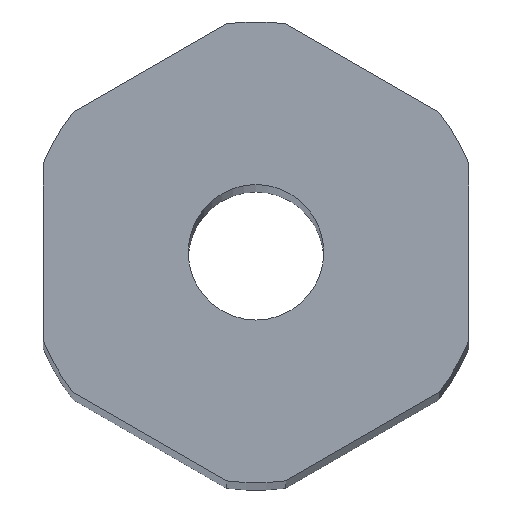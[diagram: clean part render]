
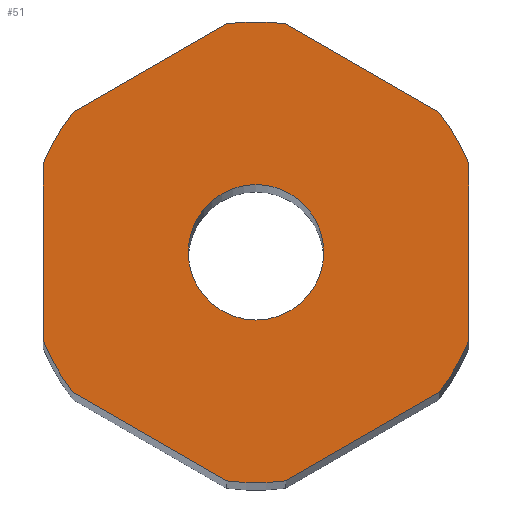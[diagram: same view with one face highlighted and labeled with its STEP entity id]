
A CAD part, top view. The second image highlights one B-rep face of the part: STEP entity #51.
In plain terms, the highlighted planar face has unit normal (0, 0, 1).
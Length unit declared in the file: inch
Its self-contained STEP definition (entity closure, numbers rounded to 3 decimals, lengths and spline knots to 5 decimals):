
#1 = CIRCLE ( 'NONE', #436, 0.0795 ) ;
#3 = EDGE_CURVE ( 'NONE', #340, #518, #483, .T. ) ;
#6 = ORIENTED_EDGE ( 'NONE', *, *, #123, .T. ) ;
#9 = CARTESIAN_POINT ( 'NONE',  ( 0., 0., 2.5 ) ) ;
#10 = CARTESIAN_POINT ( 'NONE',  ( 0.21471, -0.16449, 2.5 ) ) ;
#18 = LINE ( 'NONE', #197, #556 ) ;
#22 = EDGE_CURVE ( 'NONE', #46, #361, #183, .T. ) ;
#27 = ORIENTED_EDGE ( 'NONE', *, *, #83, .T. ) ;
#31 = AXIS2_PLACEMENT_3D ( 'NONE', #376, #380, #373 ) ;
#33 = DIRECTION ( 'NONE',  ( 1., 0., 0. ) ) ;
#37 = AXIS2_PLACEMENT_3D ( 'NONE', #479, #576, #45 ) ;
#40 = EDGE_CURVE ( 'NONE', #434, #109, #18, .T. ) ;
#42 = CARTESIAN_POINT ( 'NONE',  ( 0.03509, -0.26819, 2.5 ) ) ;
#45 = DIRECTION ( 'NONE',  ( 1., 0., 0. ) ) ;
#46 = VERTEX_POINT ( 'NONE', #328 ) ;
#51 = ADVANCED_FACE ( 'NONE', ( #103, #244 ), #507, .T. ) ;
#57 = LINE ( 'NONE', #141, #59 ) ;
#59 = VECTOR ( 'NONE', #321, 39.37008 ) ;
#67 = VECTOR ( 'NONE', #523, 39.37008 ) ;
#72 = CARTESIAN_POINT ( 'NONE',  ( 0., 0., 2.5 ) ) ;
#76 = CARTESIAN_POINT ( 'NONE',  ( -0.0795, 0., 2.5 ) ) ;
#83 = EDGE_CURVE ( 'NONE', #126, #226, #536, .T. ) ;
#86 = EDGE_LOOP ( 'NONE', ( #161, #6, #391, #93, #92, #27, #230, #256, #405, #246, #363, #537 ) ) ;
#92 = ORIENTED_EDGE ( 'NONE', *, *, #472, .T. ) ;
#93 = ORIENTED_EDGE ( 'NONE', *, *, #498, .T. ) ;
#97 = VERTEX_POINT ( 'NONE', #286 ) ;
#103 = FACE_BOUND ( 'NONE', #401, .T. ) ;
#108 = EDGE_CURVE ( 'NONE', #361, #46, #1, .T. ) ;
#109 = VERTEX_POINT ( 'NONE', #10 ) ;
#111 = CARTESIAN_POINT ( 'NONE',  ( 0.21471, 0.16449, 2.5 ) ) ;
#117 = CARTESIAN_POINT ( 'NONE',  ( -0.21471, -0.16449, 2.5 ) ) ;
#123 = EDGE_CURVE ( 'NONE', #97, #579, #508, .T. ) ;
#126 = VERTEX_POINT ( 'NONE', #477 ) ;
#130 = ORIENTED_EDGE ( 'NONE', *, *, #108, .F. ) ;
#131 = CARTESIAN_POINT ( 'NONE',  ( -0.03509, 0.26819, 2.5 ) ) ;
#132 = VECTOR ( 'NONE', #169, 39.37008 ) ;
#141 = CARTESIAN_POINT ( 'NONE',  ( -0.2498, 0., 2.5 ) ) ;
#145 = DIRECTION ( 'NONE',  ( 1., 0., 0. ) ) ;
#155 = DIRECTION ( 'NONE',  ( 1., 0., 0. ) ) ;
#161 = ORIENTED_EDGE ( 'NONE', *, *, #353, .T. ) ;
#165 = LINE ( 'NONE', #493, #289 ) ;
#169 = DIRECTION ( 'NONE',  ( 0.866, -0.5, 0. ) ) ;
#179 = DIRECTION ( 'NONE',  ( -0.866, -0.5, 0. ) ) ;
#183 = CIRCLE ( 'NONE', #464, 0.0795 ) ;
#191 = CARTESIAN_POINT ( 'NONE',  ( 0., 0., 2.5 ) ) ;
#197 = CARTESIAN_POINT ( 'NONE',  ( 0.1249, -0.21634, 2.5 ) ) ;
#200 = DIRECTION ( 'NONE',  ( 0., 0., 1. ) ) ;
#204 = CARTESIAN_POINT ( 'NONE',  ( 0.2498, -0.1037, 2.5 ) ) ;
#217 = LINE ( 'NONE', #484, #132 ) ;
#222 = ORIENTED_EDGE ( 'NONE', *, *, #22, .F. ) ;
#226 = VERTEX_POINT ( 'NONE', #346 ) ;
#230 = ORIENTED_EDGE ( 'NONE', *, *, #511, .T. ) ;
#244 = FACE_OUTER_BOUND ( 'NONE', #86, .T. ) ;
#246 = ORIENTED_EDGE ( 'NONE', *, *, #415, .T. ) ;
#247 = DIRECTION ( 'NONE',  ( 0.866, 0.5, 0. ) ) ;
#256 = ORIENTED_EDGE ( 'NONE', *, *, #3, .T. ) ;
#257 = LINE ( 'NONE', #449, #67 ) ;
#266 = CARTESIAN_POINT ( 'NONE',  ( -0.2498, -0.1037, 2.5 ) ) ;
#270 = DIRECTION ( 'NONE',  ( 1., 0., 0. ) ) ;
#284 = DIRECTION ( 'NONE',  ( 0., 0., 1. ) ) ;
#286 = CARTESIAN_POINT ( 'NONE',  ( 0.2498, 0.1037, 2.5 ) ) ;
#289 = VECTOR ( 'NONE', #569, 39.37008 ) ;
#291 = AXIS2_PLACEMENT_3D ( 'NONE', #9, #459, #366 ) ;
#294 = DIRECTION ( 'NONE',  ( 0., 0., 1. ) ) ;
#300 = CARTESIAN_POINT ( 'NONE',  ( 0.03509, 0.26819, 2.5 ) ) ;
#308 = CARTESIAN_POINT ( 'NONE',  ( -0.03509, -0.26819, 2.5 ) ) ;
#313 = LINE ( 'NONE', #585, #510 ) ;
#321 = DIRECTION ( 'NONE',  ( 0., -1., 0. ) ) ;
#325 = EDGE_CURVE ( 'NONE', #579, #350, #165, .T. ) ;
#328 = CARTESIAN_POINT ( 'NONE',  ( 0.0795, 0., 2.5 ) ) ;
#330 = CARTESIAN_POINT ( 'NONE',  ( 0., 0., 2.5 ) ) ;
#340 = VERTEX_POINT ( 'NONE', #266 ) ;
#346 = CARTESIAN_POINT ( 'NONE',  ( -0.2498, 0.1037, 2.5 ) ) ;
#350 = VERTEX_POINT ( 'NONE', #300 ) ;
#353 = EDGE_CURVE ( 'NONE', #522, #97, #257, .T. ) ;
#354 = EDGE_CURVE ( 'NONE', #109, #522, #423, .T. ) ;
#358 = VERTEX_POINT ( 'NONE', #131 ) ;
#360 = AXIS2_PLACEMENT_3D ( 'NONE', #427, #560, #155 ) ;
#361 = VERTEX_POINT ( 'NONE', #76 ) ;
#363 = ORIENTED_EDGE ( 'NONE', *, *, #40, .T. ) ;
#366 = DIRECTION ( 'NONE',  ( 1., 0., 0. ) ) ;
#373 = DIRECTION ( 'NONE',  ( 1., 0., 0. ) ) ;
#376 = CARTESIAN_POINT ( 'NONE',  ( 0., 0., 2.5 ) ) ;
#380 = DIRECTION ( 'NONE',  ( 0., 0., 1. ) ) ;
#382 = CIRCLE ( 'NONE', #291, 0.27047 ) ;
#389 = AXIS2_PLACEMENT_3D ( 'NONE', #504, #294, #145 ) ;
#391 = ORIENTED_EDGE ( 'NONE', *, *, #325, .T. ) ;
#397 = VERTEX_POINT ( 'NONE', #308 ) ;
#401 = EDGE_LOOP ( 'NONE', ( #130, #222 ) ) ;
#405 = ORIENTED_EDGE ( 'NONE', *, *, #425, .T. ) ;
#410 = AXIS2_PLACEMENT_3D ( 'NONE', #191, #420, #33 ) ;
#415 = EDGE_CURVE ( 'NONE', #397, #434, #442, .T. ) ;
#418 = DIRECTION ( 'NONE',  ( 1., 0., 0. ) ) ;
#420 = DIRECTION ( 'NONE',  ( 0., 0., 1. ) ) ;
#423 = CIRCLE ( 'NONE', #572, 0.27047 ) ;
#425 = EDGE_CURVE ( 'NONE', #518, #397, #217, .T. ) ;
#427 = CARTESIAN_POINT ( 'NONE',  ( 0., 0., 2.5 ) ) ;
#434 = VERTEX_POINT ( 'NONE', #42 ) ;
#435 = CARTESIAN_POINT ( 'NONE',  ( 0., 0., 2.5 ) ) ;
#436 = AXIS2_PLACEMENT_3D ( 'NONE', #72, #284, #418 ) ;
#440 = DIRECTION ( 'NONE',  ( 0., 0., 1. ) ) ;
#442 = CIRCLE ( 'NONE', #37, 0.27047 ) ;
#449 = CARTESIAN_POINT ( 'NONE',  ( 0.2498, 0., 2.5 ) ) ;
#459 = DIRECTION ( 'NONE',  ( 0., 0., 1. ) ) ;
#461 = DIRECTION ( 'NONE',  ( 1., 0., 0. ) ) ;
#464 = AXIS2_PLACEMENT_3D ( 'NONE', #330, #200, #461 ) ;
#472 = EDGE_CURVE ( 'NONE', #358, #126, #313, .T. ) ;
#477 = CARTESIAN_POINT ( 'NONE',  ( -0.21471, 0.16449, 2.5 ) ) ;
#479 = CARTESIAN_POINT ( 'NONE',  ( 0., 0., 2.5 ) ) ;
#483 = CIRCLE ( 'NONE', #389, 0.27047 ) ;
#484 = CARTESIAN_POINT ( 'NONE',  ( -0.1249, -0.21634, 2.5 ) ) ;
#493 = CARTESIAN_POINT ( 'NONE',  ( 0.1249, 0.21634, 2.5 ) ) ;
#498 = EDGE_CURVE ( 'NONE', #350, #358, #382, .T. ) ;
#504 = CARTESIAN_POINT ( 'NONE',  ( 0., 0., 2.5 ) ) ;
#507 = PLANE ( 'NONE',  #31 ) ;
#508 = CIRCLE ( 'NONE', #410, 0.27047 ) ;
#510 = VECTOR ( 'NONE', #179, 39.37008 ) ;
#511 = EDGE_CURVE ( 'NONE', #226, #340, #57, .T. ) ;
#518 = VERTEX_POINT ( 'NONE', #117 ) ;
#522 = VERTEX_POINT ( 'NONE', #204 ) ;
#523 = DIRECTION ( 'NONE',  ( 0., 1., 0. ) ) ;
#536 = CIRCLE ( 'NONE', #360, 0.27047 ) ;
#537 = ORIENTED_EDGE ( 'NONE', *, *, #354, .T. ) ;
#556 = VECTOR ( 'NONE', #247, 39.37008 ) ;
#560 = DIRECTION ( 'NONE',  ( 0., 0., 1. ) ) ;
#569 = DIRECTION ( 'NONE',  ( -0.866, 0.5, 0. ) ) ;
#572 = AXIS2_PLACEMENT_3D ( 'NONE', #435, #440, #270 ) ;
#576 = DIRECTION ( 'NONE',  ( 0., 0., 1. ) ) ;
#579 = VERTEX_POINT ( 'NONE', #111 ) ;
#585 = CARTESIAN_POINT ( 'NONE',  ( -0.1249, 0.21634, 2.5 ) ) ;
